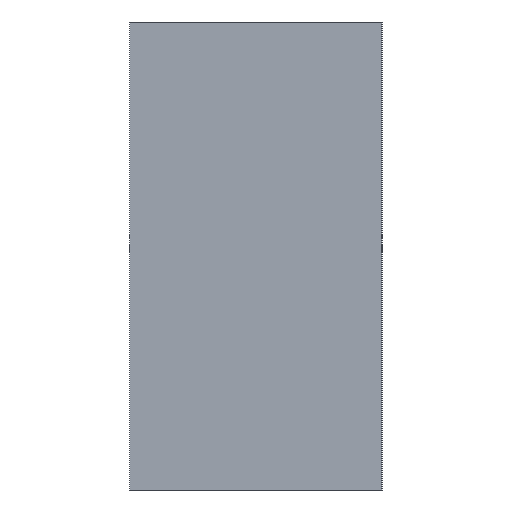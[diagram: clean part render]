
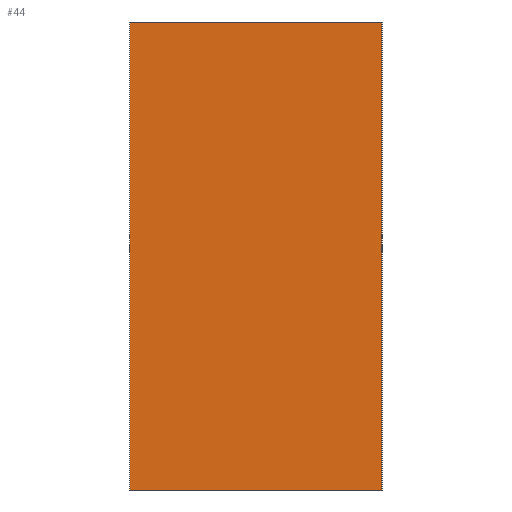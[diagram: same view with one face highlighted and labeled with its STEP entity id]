
A CAD part, left-side view. The second image highlights one B-rep face of the part: STEP entity #44.
In plain terms, the highlighted planar face has unit normal (-1, 0, 0).
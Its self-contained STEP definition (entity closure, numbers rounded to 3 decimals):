
#44 = ADVANCED_FACE( '', ( #92 ), #93, .F. );
#92 = FACE_OUTER_BOUND( '', #141, .T. );
#93 = PLANE( '', #142 );
#141 = EDGE_LOOP( '', ( #203, #204, #205, #206 ) );
#142 = AXIS2_PLACEMENT_3D( '', #207, #208, #209 );
#203 = ORIENTED_EDGE( '', *, *, #250, .T. );
#204 = ORIENTED_EDGE( '', *, *, #257, .F. );
#205 = ORIENTED_EDGE( '', *, *, #263, .F. );
#206 = ORIENTED_EDGE( '', *, *, #264, .T. );
#207 = CARTESIAN_POINT( '', ( -448., 42., 156. ) );
#208 = DIRECTION( '', ( 1., 0., 0. ) );
#209 = DIRECTION( '', ( 0., 0., -1. ) );
#250 = EDGE_CURVE( '', #282, #286, #288, .T. );
#257 = EDGE_CURVE( '', #296, #286, #298, .T. );
#263 = EDGE_CURVE( '', #306, #296, #307, .T. );
#264 = EDGE_CURVE( '', #306, #282, #308, .T. );
#282 = VERTEX_POINT( '', #328 );
#286 = VERTEX_POINT( '', #334 );
#288 = LINE( '', #337, #338 );
#296 = VERTEX_POINT( '', #349 );
#298 = LINE( '', #352, #353 );
#306 = VERTEX_POINT( '', #361 );
#307 = LINE( '', #362, #363 );
#308 = LINE( '', #364, #365 );
#328 = CARTESIAN_POINT( '', ( -448., 42., 0. ) );
#334 = CARTESIAN_POINT( '', ( -448., -42., 0. ) );
#337 = CARTESIAN_POINT( '', ( -448., 42., 0. ) );
#338 = VECTOR( '', #391, 1000. );
#349 = CARTESIAN_POINT( '', ( -448., -42., 156. ) );
#352 = CARTESIAN_POINT( '', ( -448., -42., 156. ) );
#353 = VECTOR( '', #396, 1000. );
#361 = CARTESIAN_POINT( '', ( -448., 42., 156. ) );
#362 = CARTESIAN_POINT( '', ( -448., 42., 156. ) );
#363 = VECTOR( '', #403, 1000. );
#364 = CARTESIAN_POINT( '', ( -448., 42., 156. ) );
#365 = VECTOR( '', #404, 1000. );
#391 = DIRECTION( '', ( 0., -1., 0. ) );
#396 = DIRECTION( '', ( 0., 0., -1. ) );
#403 = DIRECTION( '', ( 0., -1., 0. ) );
#404 = DIRECTION( '', ( 0., 0., -1. ) );
